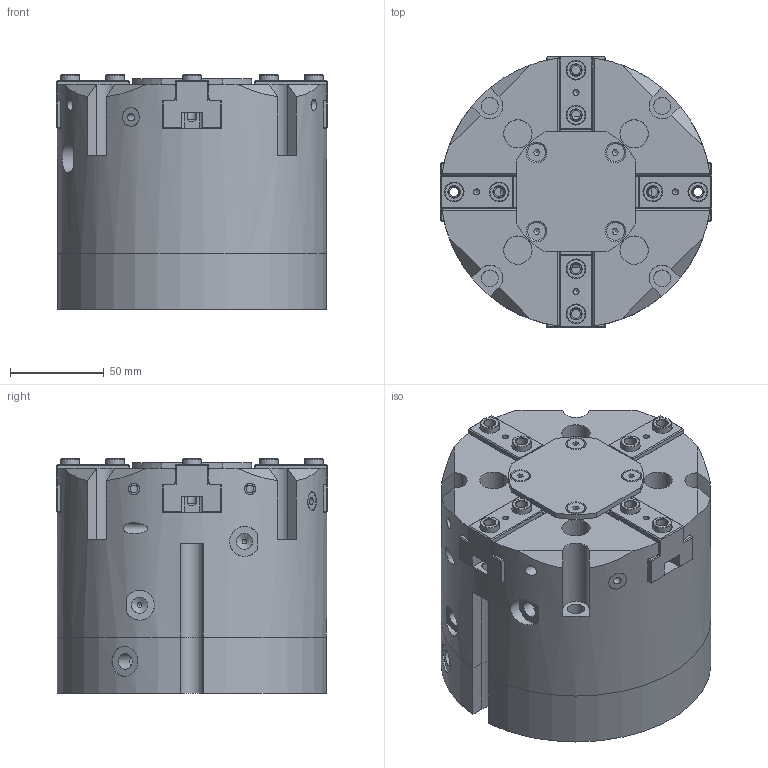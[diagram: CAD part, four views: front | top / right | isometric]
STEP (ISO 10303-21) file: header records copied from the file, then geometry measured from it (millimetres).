
FILE_DESCRIPTION(/* description */ (''),/* implementation_level */ '2;1');
FILE_NAME(/* name */ 'PFP 145 C1 MC.stp',/* time_stamp */ '2021-06-12T07:23:05+02:00',/* author */ ('Francesca'),/* organization */ (''),/* preprocessor_version */ 'ST-DEVELOPER v17',/* originating_system */ 'Autodesk Inventor 2019',/* authorisation */ '');
FILE_SCHEMA (('AUTOMOTIVE_DESIGN { 1 0 10303 214 3 1 1 }'));
Length unit declared in the file: millimetre
Products named in the file (7): PFP-145-MA-CLIENTE; PFP-145-CORPO-CLIENTE; MA4-145-COPERCHIO; PZP-125 GRIFFA C1 (OPP-125_PGP-125)-cliente; BOCCOLA 10H7L7; ISO 10642  - M5  x  10; MA-145-FONDELLO
Assembly tree (19 placements, depth 2):
  PFP-145-MA-CLIENTE
    PFP-145-CORPO-CLIENTE
    MA4-145-COPERCHIO
    PZP-125 GRIFFA C1 (OPP-125_PGP-125)-cliente  x4
    BOCCOLA 10H7L7  x8
    ISO 10642  - M5  x  10  x4
    MA-145-FONDELLO
Bounding box: 145 x 145 x 125.1 mm (x, y, z)
Volume: 1669853.8 mm3; surface area: 220856 mm2
Topology: 19 solids, 19 shells, 712 faces, 1991 edges, 1335 vertices
Faces by surface type: plane 425, cylinder 195, cone 92
Full cylindrical faces by diameter (mm): 2.5 x2, 3.242 x4, 4.134 x15, 4.2 x2, 4.917 x8, 5 x4, 5.5 x4, 6 x6, 6.2 x8, 6.647 x4, 8 x4, 8.5 x2, 8.566 x3, 9 x4, 9.1 x2, 9.43 x4, 10 x17, 15.1 x4, 16 x1, 108 x3, 112 x2, 144 x1
Entity records: 14397 total; most frequent: CARTESIAN_POINT 3372, DIRECTION 2298, ORIENTED_EDGE 2236, EDGE_CURVE 1118, AXIS2_PLACEMENT_3D 848, VERTEX_POINT 773, LINE 602, VECTOR 602
